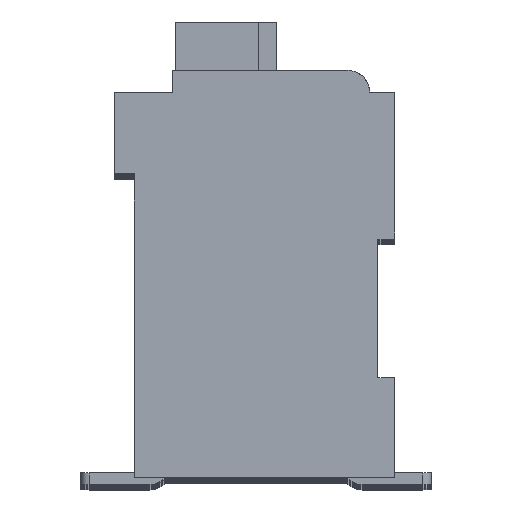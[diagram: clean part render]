
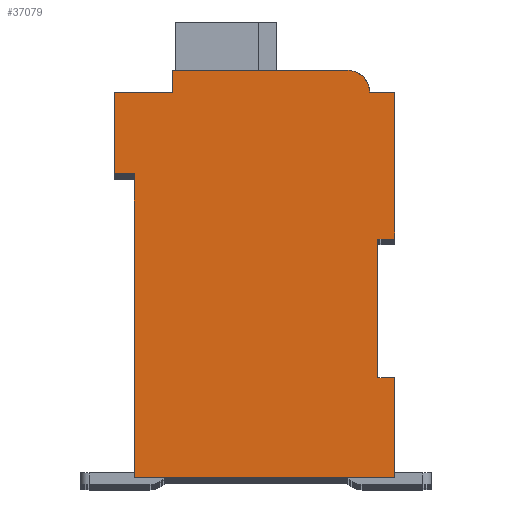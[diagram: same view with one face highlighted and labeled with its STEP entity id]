
A CAD part, top view. The second image highlights one B-rep face of the part: STEP entity #37079.
In plain terms, the highlighted planar face has unit normal (0, 0, 1).
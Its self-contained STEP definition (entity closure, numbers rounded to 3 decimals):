
#8742=DIRECTION('',(1.,0.,0.));
#8743=VECTOR('',#8742,0.5);
#8744=CARTESIAN_POINT('',(7.3,7.15,2.1));
#8745=LINE('',#8744,#8743);
#8746=DIRECTION('',(0.,1.,0.));
#8747=VECTOR('',#8746,4.15);
#8748=CARTESIAN_POINT('',(7.3,3.,2.1));
#8749=LINE('',#8748,#8747);
#8750=DIRECTION('',(-1.,0.,0.));
#8751=VECTOR('',#8750,0.5);
#8752=CARTESIAN_POINT('',(7.8,3.,2.1));
#8753=LINE('',#8752,#8751);
#8754=DIRECTION('',(0.,1.,0.));
#8755=VECTOR('',#8754,3.);
#8756=CARTESIAN_POINT('',(7.8,0.,2.1));
#8757=LINE('',#8756,#8755);
#8758=DIRECTION('',(1.,0.,0.));
#8759=VECTOR('',#8758,7.8);
#8760=CARTESIAN_POINT('',(0.,0.,2.1));
#8761=LINE('',#8760,#8759);
#8762=DIRECTION('',(0.,-1.,0.));
#8763=VECTOR('',#8762,9.1);
#8764=CARTESIAN_POINT('',(0.,9.1,2.1));
#8765=LINE('',#8764,#8763);
#8766=DIRECTION('',(1.,0.,0.));
#8767=VECTOR('',#8766,0.6);
#8768=CARTESIAN_POINT('',(-0.6,9.1,2.1));
#8769=LINE('',#8768,#8767);
#8770=DIRECTION('',(0.,-1.,0.));
#8771=VECTOR('',#8770,2.45);
#8772=CARTESIAN_POINT('',(-0.6,11.55,2.1));
#8773=LINE('',#8772,#8771);
#8774=DIRECTION('',(-1.,0.,0.));
#8775=VECTOR('',#8774,1.75);
#8776=CARTESIAN_POINT('',(1.15,11.55,2.1));
#8777=LINE('',#8776,#8775);
#8778=DIRECTION('',(0.,-1.,0.));
#8779=VECTOR('',#8778,0.65);
#8780=CARTESIAN_POINT('',(1.15,12.2,2.1));
#8781=LINE('',#8780,#8779);
#8782=DIRECTION('',(-1.,0.,0.));
#8783=VECTOR('',#8782,5.25);
#8784=CARTESIAN_POINT('',(6.4,12.2,2.1));
#8785=LINE('',#8784,#8783);
#8786=CARTESIAN_POINT('',(6.4,11.55,2.1));
#8787=DIRECTION('',(0.,0.,1.));
#8788=DIRECTION('',(1.,0.,0.));
#8789=AXIS2_PLACEMENT_3D('',#8786,#8787,#8788);
#8791=DIRECTION('',(-1.,0.,0.));
#8792=VECTOR('',#8791,0.75);
#8793=CARTESIAN_POINT('',(7.8,11.55,2.1));
#8794=LINE('',#8793,#8792);
#8795=DIRECTION('',(0.,1.,0.));
#8796=VECTOR('',#8795,4.4);
#8797=CARTESIAN_POINT('',(7.8,7.15,2.1));
#8798=LINE('',#8797,#8796);
#21979=CARTESIAN_POINT('',(7.3,7.15,2.1));
#21980=CARTESIAN_POINT('',(7.8,7.15,2.1));
#21981=VERTEX_POINT('',#21979);
#21982=VERTEX_POINT('',#21980);
#21983=CARTESIAN_POINT('',(7.8,11.55,2.1));
#21984=VERTEX_POINT('',#21983);
#21985=CARTESIAN_POINT('',(7.05,11.55,2.1));
#21986=VERTEX_POINT('',#21985);
#21987=CARTESIAN_POINT('',(6.4,12.2,2.1));
#21988=VERTEX_POINT('',#21987);
#21989=CARTESIAN_POINT('',(1.15,12.2,2.1));
#21990=VERTEX_POINT('',#21989);
#21991=CARTESIAN_POINT('',(1.15,11.55,2.1));
#21992=VERTEX_POINT('',#21991);
#21993=CARTESIAN_POINT('',(-0.6,11.55,2.1));
#21994=VERTEX_POINT('',#21993);
#21995=CARTESIAN_POINT('',(-0.6,9.1,2.1));
#21996=VERTEX_POINT('',#21995);
#21997=CARTESIAN_POINT('',(0.,9.1,2.1));
#21998=VERTEX_POINT('',#21997);
#21999=CARTESIAN_POINT('',(0.,0.,2.1));
#22000=VERTEX_POINT('',#21999);
#22001=CARTESIAN_POINT('',(7.8,0.,2.1));
#22002=VERTEX_POINT('',#22001);
#22003=CARTESIAN_POINT('',(7.8,3.,2.1));
#22004=VERTEX_POINT('',#22003);
#22005=CARTESIAN_POINT('',(7.3,3.,2.1));
#22006=VERTEX_POINT('',#22005);
#37058=CARTESIAN_POINT('',(0.,0.,2.1));
#37059=DIRECTION('',(0.,0.,1.));
#37060=DIRECTION('',(1.,0.,0.));
#37061=AXIS2_PLACEMENT_3D('',#37058,#37059,#37060);
#37062=PLANE('',#37061);
#37063=ORIENTED_EDGE('',*,*,#28892,.F.);
#37064=ORIENTED_EDGE('',*,*,#29878,.F.);
#37065=ORIENTED_EDGE('',*,*,#30706,.F.);
#37066=ORIENTED_EDGE('',*,*,#31271,.F.);
#37067=ORIENTED_EDGE('',*,*,#31924,.F.);
#37068=ORIENTED_EDGE('',*,*,#32785,.F.);
#37069=ORIENTED_EDGE('',*,*,#33480,.F.);
#37070=ORIENTED_EDGE('',*,*,#33804,.F.);
#37071=ORIENTED_EDGE('',*,*,#34295,.F.);
#37072=ORIENTED_EDGE('',*,*,#35228,.F.);
#37073=ORIENTED_EDGE('',*,*,#35966,.F.);
#37074=ORIENTED_EDGE('',*,*,#34346,.F.);
#37075=ORIENTED_EDGE('',*,*,#34979,.F.);
#37076=ORIENTED_EDGE('',*,*,#29773,.F.);
#37077=EDGE_LOOP('',(#37063,#37064,#37065,#37066,#37067,#37068,#37069,#37070,
#37071,#37072,#37073,#37074,#37075,#37076));
#37078=FACE_OUTER_BOUND('',#37077,.F.);
#8790=CIRCLE('',#8789,0.65);
#28892=EDGE_CURVE('',#21981,#21982,#8745,.T.);
#29773=EDGE_CURVE('',#21982,#21984,#8798,.T.);
#29878=EDGE_CURVE('',#22006,#21981,#8749,.T.);
#30706=EDGE_CURVE('',#22004,#22006,#8753,.T.);
#31271=EDGE_CURVE('',#22002,#22004,#8757,.T.);
#31924=EDGE_CURVE('',#22000,#22002,#8761,.T.);
#32785=EDGE_CURVE('',#21998,#22000,#8765,.T.);
#33480=EDGE_CURVE('',#21996,#21998,#8769,.T.);
#33804=EDGE_CURVE('',#21994,#21996,#8773,.T.);
#34295=EDGE_CURVE('',#21992,#21994,#8777,.T.);
#34346=EDGE_CURVE('',#21986,#21988,#8790,.T.);
#34979=EDGE_CURVE('',#21984,#21986,#8794,.T.);
#35228=EDGE_CURVE('',#21990,#21992,#8781,.T.);
#35966=EDGE_CURVE('',#21988,#21990,#8785,.T.);
#37079=ADVANCED_FACE('',(#37078),#37062,.T.);
